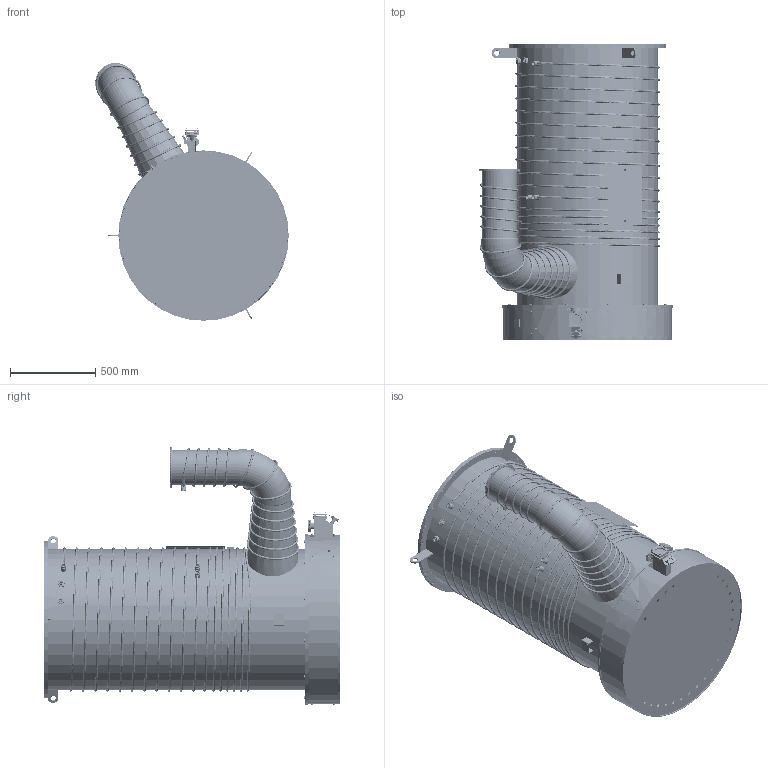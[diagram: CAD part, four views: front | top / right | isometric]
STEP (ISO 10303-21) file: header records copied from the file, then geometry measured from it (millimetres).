
FILE_DESCRIPTION(('STEP AP242'), '1');
FILE_NAME('ÍÄ-800Ý Ïîâåðõíîñòÿìè äëÿ çàêàç÷èêîâ', '2024-07-18T05:08:16', (''), (''), 'C3D Converter', 'C3D Toolkit', '');
FILE_SCHEMA(('AP242_MANAGED_MODEL_BASED_3D_ENGINEERING_MIM_LF { 1 0 10303 442 1 1 4 }'));
Length unit declared in the file: millimetre
Bounding box: 1135.5 x 1740 x 1514.38 mm (x, y, z)
Surface area: 12060741.1 mm2 (no closed solid volume)
Topology: 0 solids, 489 shells, 3660 faces, 32478 edges, 28613 vertices
Faces by surface type: plane 2582, cylinder 477, bspline 269, cone 266, torus 60, sphere 6
Full cylindrical faces by diameter (mm): 2.5 x4, 3 x2, 3.1 x2, 3.4 x20, 5 x14, 5.3 x4, 6 x1, 8 x1, 8.5 x10, 10 x23, 10.752 x1, 12 x22, 12.2 x2, 13 x1, 14 x28, 15 x2, 16 x14, 16.662 x2, 18.7 x4, 20 x3, 21.5 x4, 22.25 x12, 22.5 x2, 24 x2, 28 x4, 30 x4, 31.5 x4, 36 x1, 39 x2, 40 x2
Entity records: 536382 total; most frequent: CARTESIAN_POINT 344094, ORIENTED_EDGE 37439, EDGE_CURVE 32032, VERTEX_POINT 28591, DIRECTION 26136, B_SPLINE_CURVE_WITH_KNOTS 16404, LINE 11866, VECTOR 11866
